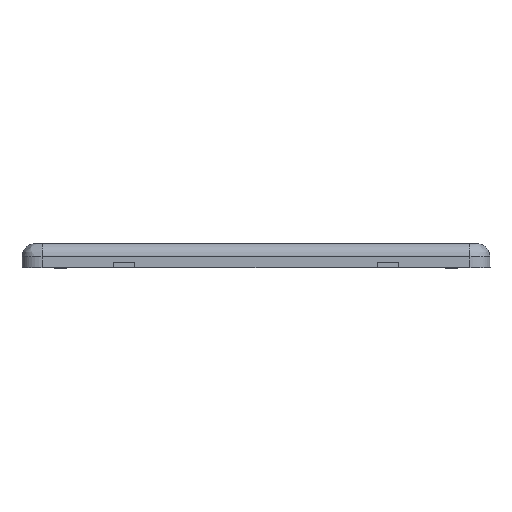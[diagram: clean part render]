
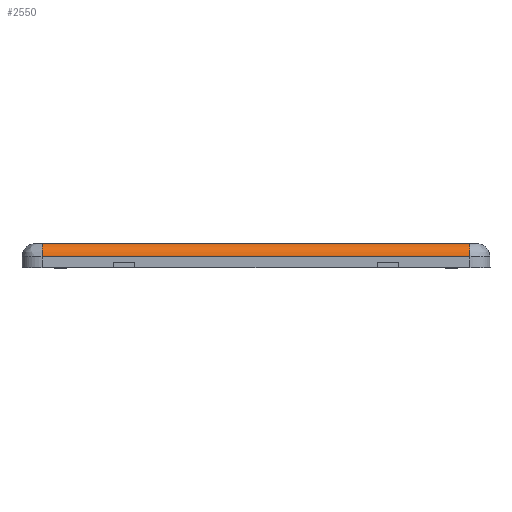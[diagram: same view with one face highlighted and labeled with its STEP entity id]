
A CAD part, top view. The second image highlights one B-rep face of the part: STEP entity #2550.
In plain terms, the highlighted cylindrical face has radius 2 mm (diameter 4 mm), a partial arc.
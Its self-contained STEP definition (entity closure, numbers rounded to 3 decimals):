
#174=FACE_OUTER_BOUND('',#323,.T.);
#323=EDGE_LOOP('',(#1945,#1946,#1947,#1948));
#479=LINE('',#3798,#750);
#559=LINE('',#4002,#830);
#750=VECTOR('',#3045,1000.);
#830=VECTOR('',#3217,1000.);
#1048=CIRCLE('',#2763,2.);
#1049=CIRCLE('',#2764,2.);
#1158=VERTEX_POINT('',#3795);
#1159=VERTEX_POINT('',#3797);
#1236=VERTEX_POINT('',#3999);
#1237=VERTEX_POINT('',#4001);
#1408=EDGE_CURVE('',#1159,#1158,#479,.T.);
#1518=EDGE_CURVE('',#1158,#1236,#1048,.T.);
#1519=EDGE_CURVE('',#1236,#1237,#559,.T.);
#1520=EDGE_CURVE('',#1237,#1159,#1049,.T.);
#1945=ORIENTED_EDGE('',*,*,#1518,.T.);
#1946=ORIENTED_EDGE('',*,*,#1519,.T.);
#1947=ORIENTED_EDGE('',*,*,#1520,.T.);
#1948=ORIENTED_EDGE('',*,*,#1408,.T.);
#2490=CYLINDRICAL_SURFACE('',#2762,2.);
#2550=ADVANCED_FACE('',(#174),#2490,.T.);
#2762=AXIS2_PLACEMENT_3D('',#3998,#3213,#3214);
#2763=AXIS2_PLACEMENT_3D('',#4000,#3215,#3216);
#2764=AXIS2_PLACEMENT_3D('',#4003,#3218,#3219);
#3045=DIRECTION('',(-1.,0.,0.));
#3213=DIRECTION('center_axis',(1.,0.,0.));
#3214=DIRECTION('ref_axis',(0.,1.,0.));
#3215=DIRECTION('center_axis',(1.,0.,0.));
#3216=DIRECTION('ref_axis',(0.,1.,0.));
#3217=DIRECTION('',(1.,0.,0.));
#3218=DIRECTION('center_axis',(-1.,0.,0.));
#3219=DIRECTION('ref_axis',(0.,1.,0.));
#3795=CARTESIAN_POINT('',(-72.993,31.475,113.02));
#3797=CARTESIAN_POINT('',(-8.993,31.475,113.02));
#3798=CARTESIAN_POINT('',(-72.193,31.475,113.02));
#3998=CARTESIAN_POINT('Origin',(-72.193,29.475,113.02));
#3999=CARTESIAN_POINT('',(-72.993,29.475,115.02));
#4000=CARTESIAN_POINT('Origin',(-72.993,29.475,113.02));
#4001=CARTESIAN_POINT('',(-8.993,29.475,115.02));
#4002=CARTESIAN_POINT('',(-72.193,29.475,115.02));
#4003=CARTESIAN_POINT('Origin',(-8.993,29.475,113.02));
